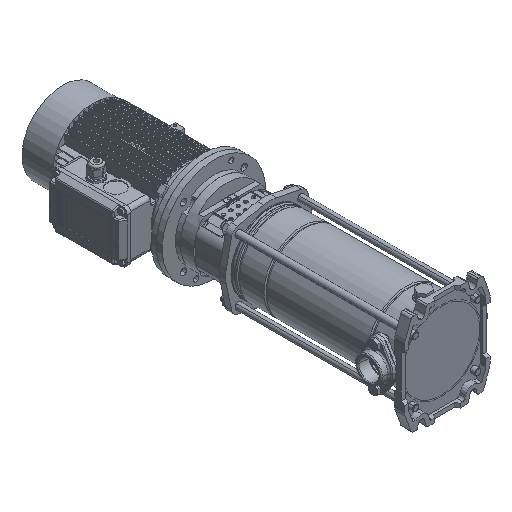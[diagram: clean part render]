
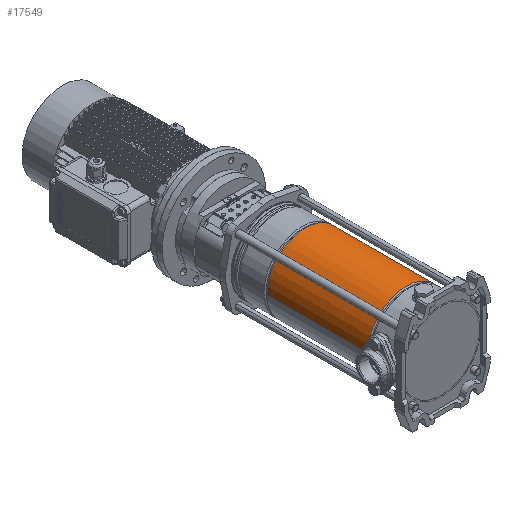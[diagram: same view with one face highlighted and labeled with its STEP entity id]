
A CAD part, isometric view. The second image highlights one B-rep face of the part: STEP entity #17549.
In plain terms, the highlighted cylindrical face has radius 74.4 mm (diameter 148.8 mm), a partial arc.
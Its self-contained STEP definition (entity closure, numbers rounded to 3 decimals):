
#6549 = EDGE_CURVE ( 'NONE', #66237, #28414, #26523, .T. ) ;
#7561 = VERTEX_POINT ( 'NONE', #10160 ) ;
#8389 = ORIENTED_EDGE ( 'NONE', *, *, #6549, .F. ) ;
#10160 = CARTESIAN_POINT ( 'NONE',  ( -74.4, 0., 262.664 ) ) ;
#11770 = ORIENTED_EDGE ( 'NONE', *, *, #12414, .T. ) ;
#12414 = EDGE_CURVE ( 'NONE', #7561, #28414, #51623, .T. ) ;
#13733 = VECTOR ( 'NONE', #50575, 1000. ) ;
#14340 = EDGE_CURVE ( 'NONE', #30049, #66237, #26876, .T. ) ;
#15036 = ORIENTED_EDGE ( 'NONE', *, *, #56794, .T. ) ;
#15464 = FACE_OUTER_BOUND ( 'NONE', #49408, .T. ) ;
#15599 = AXIS2_PLACEMENT_3D ( 'NONE', #66096, #33871, #40535 ) ;
#16035 = CARTESIAN_POINT ( 'NONE',  ( 74.4, 0., 0. ) ) ;
#17549 = ADVANCED_FACE ( 'NONE', ( #15464 ), #42116, .T. ) ;
#20355 = DIRECTION ( 'NONE',  ( 0., 0., -1. ) ) ;
#22362 = VECTOR ( 'NONE', #37409, 1000. ) ;
#25607 = CARTESIAN_POINT ( 'NONE',  ( 0., 0., 0. ) ) ;
#26523 = CIRCLE ( 'NONE', #27626, 74.4 ) ;
#26876 = LINE ( 'NONE', #16035, #22362 ) ;
#27626 = AXIS2_PLACEMENT_3D ( 'NONE', #58000, #31684, #53107 ) ;
#28414 = VERTEX_POINT ( 'NONE', #58404 ) ;
#30049 = VERTEX_POINT ( 'NONE', #54189 ) ;
#31684 = DIRECTION ( 'NONE',  ( 0., 0., -1. ) ) ;
#33871 = DIRECTION ( 'NONE',  ( 0., 0., -1. ) ) ;
#36850 = CIRCLE ( 'NONE', #15599, 74.4 ) ;
#37409 = DIRECTION ( 'NONE',  ( 0., 0., -1. ) ) ;
#38300 = CARTESIAN_POINT ( 'NONE',  ( 74.4, 0., 67.336 ) ) ;
#40535 = DIRECTION ( 'NONE',  ( -1., 0., 0. ) ) ;
#42116 = CYLINDRICAL_SURFACE ( 'NONE', #49274, 74.4 ) ;
#49274 = AXIS2_PLACEMENT_3D ( 'NONE', #25607, #20355, #63116 ) ;
#49408 = EDGE_LOOP ( 'NONE', ( #58649, #15036, #11770, #8389 ) ) ;
#50575 = DIRECTION ( 'NONE',  ( 0., 0., -1. ) ) ;
#51623 = LINE ( 'NONE', #67687, #13733 ) ;
#53107 = DIRECTION ( 'NONE',  ( -1., 0., 0. ) ) ;
#54189 = CARTESIAN_POINT ( 'NONE',  ( 74.4, 0., 262.664 ) ) ;
#56794 = EDGE_CURVE ( 'NONE', #30049, #7561, #36850, .T. ) ;
#58000 = CARTESIAN_POINT ( 'NONE',  ( 0., 0., 67.336 ) ) ;
#58404 = CARTESIAN_POINT ( 'NONE',  ( -74.4, 0., 67.336 ) ) ;
#58649 = ORIENTED_EDGE ( 'NONE', *, *, #14340, .F. ) ;
#63116 = DIRECTION ( 'NONE',  ( -1., 0., 0. ) ) ;
#66096 = CARTESIAN_POINT ( 'NONE',  ( 0., 0., 262.664 ) ) ;
#66237 = VERTEX_POINT ( 'NONE', #38300 ) ;
#67687 = CARTESIAN_POINT ( 'NONE',  ( -74.4, 0., 0. ) ) ;
